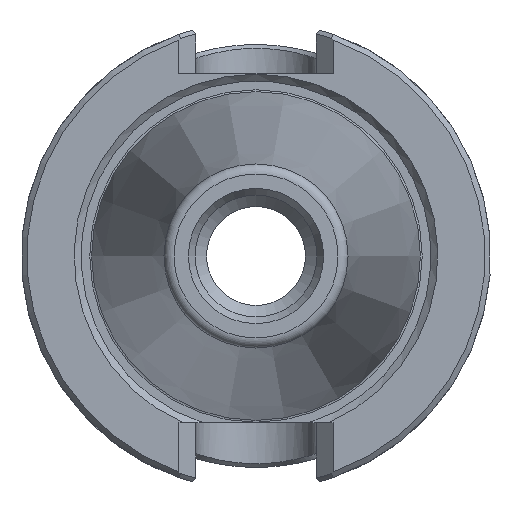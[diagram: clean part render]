
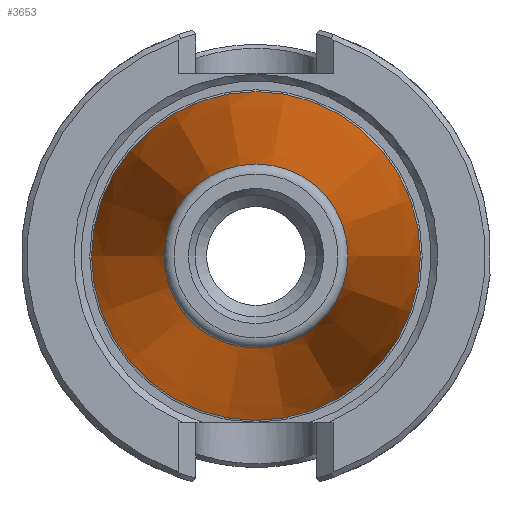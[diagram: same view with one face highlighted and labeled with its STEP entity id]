
A CAD part, left-side view. The second image highlights one B-rep face of the part: STEP entity #3653.
In plain terms, the highlighted conical face has half-angle 8.297 degrees and reference radius 17.248 mm.
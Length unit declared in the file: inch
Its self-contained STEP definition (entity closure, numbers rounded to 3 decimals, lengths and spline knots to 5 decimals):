
#3507=CARTESIAN_POINT('',(0.0,0.875,0.0));
#3508=VERTEX_POINT('',#3507);
#3509=CARTESIAN_POINT('',(0.0,0.0,0.0));
#3510=DIRECTION('',(1.0,0.,0.0));
#3511=DIRECTION('',(0.,1.0,0.0));
#3512=AXIS2_PLACEMENT_3D('',#3509,#3510,#3511);
#3513=CIRCLE('',#3512,0.875);
#3514=EDGE_CURVE('',#3508,#3508,#3513,.T.);
#3618=CARTESIAN_POINT('',(-2.64129,0.48982,0.));
#3619=VERTEX_POINT('',#3618);
#3620=CARTESIAN_POINT('',(-2.64129,0.,0.));
#3621=DIRECTION('',(-1.0,0.0,0.0));
#3622=DIRECTION('',(0.0,-1.0,0.0));
#3623=AXIS2_PLACEMENT_3D('',#3620,#3621,#3622);
#3624=CIRCLE('',#3623,0.48982);
#3625=EDGE_CURVE('',#3619,#3619,#3624,.T.);
#3642=CARTESIAN_POINT('',(-1.34375,0.0,0.0));
#3643=DIRECTION('',(1.0,0.0,0.0));
#3644=DIRECTION('',(0.,1.0,0.0));
#3645=AXIS2_PLACEMENT_3D('',#3642,#3643,#3644);
#3646=CONICAL_SURFACE('',#3645,0.67904,8.297);
#3647=ORIENTED_EDGE('',*,*,#3514,.F.);
#3648=EDGE_LOOP('',(#3647));
#3649=FACE_OUTER_BOUND('',#3648,.T.);
#3650=ORIENTED_EDGE('',*,*,#3625,.F.);
#3651=EDGE_LOOP('',(#3650));
#3652=FACE_BOUND('',#3651,.T.);
#3653=ADVANCED_FACE('',(#3649,#3652),#3646,.T.);
